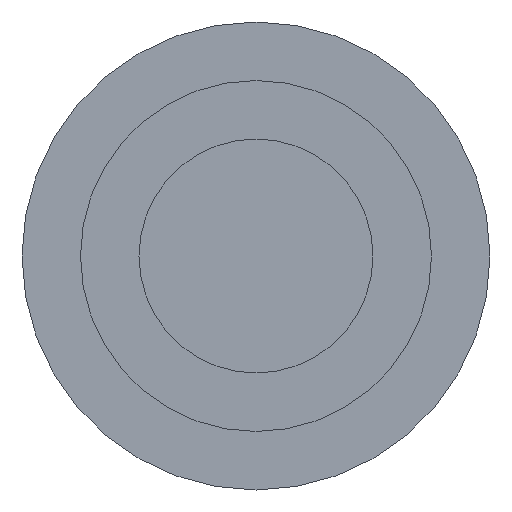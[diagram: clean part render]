
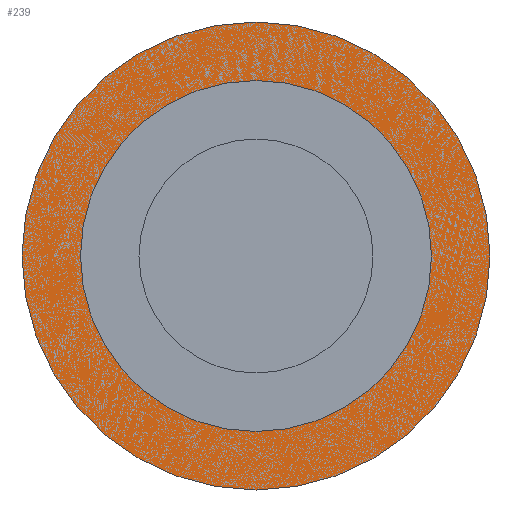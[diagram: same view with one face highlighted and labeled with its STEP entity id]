
A CAD part, left-side view. The second image highlights one B-rep face of the part: STEP entity #239.
In plain terms, the highlighted planar face has unit normal (-1, 0, 0).
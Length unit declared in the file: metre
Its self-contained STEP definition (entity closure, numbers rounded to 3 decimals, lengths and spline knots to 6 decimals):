
#155 = EDGE_CURVE('',#156,#156,#158,.T.);
#156 = VERTEX_POINT('',#157);
#157 = CARTESIAN_POINT('',(2200.,0.,-450.));
#158 = SURFACE_CURVE('',#159,(#164,#176),.PCURVE_S1.);
#159 = CIRCLE('',#160,450.);
#160 = AXIS2_PLACEMENT_3D('',#161,#162,#163);
#161 = CARTESIAN_POINT('',(2200.,0.,0.));
#162 = DIRECTION('',(1.,-0.,0.));
#163 = DIRECTION('',(0.,0.,-1.));
#164 = PCURVE('',#165,#170);
#165 = CYLINDRICAL_SURFACE('',#166,450.);
#166 = AXIS2_PLACEMENT_3D('',#167,#168,#169);
#167 = CARTESIAN_POINT('',(800.,0.,0.));
#168 = DIRECTION('',(1.,0.,0.));
#169 = DIRECTION('',(0.,0.,-1.));
#170 = DEFINITIONAL_REPRESENTATION('',(#171),#175);
#171 = LINE('',#172,#173);
#172 = CARTESIAN_POINT('',(0.,1400.));
#173 = VECTOR('',#174,1.);
#174 = DIRECTION('',(1.,0.));
#175 = ( GEOMETRIC_REPRESENTATION_CONTEXT(2) 
PARAMETRIC_REPRESENTATION_CONTEXT() REPRESENTATION_CONTEXT('2D SPACE',''
  ) );
#176 = PCURVE('',#177,#182);
#177 = PLANE('',#178);
#178 = AXIS2_PLACEMENT_3D('',#179,#180,#181);
#179 = CARTESIAN_POINT('',(2200.,0.,0.));
#180 = DIRECTION('',(1.,0.,0.));
#181 = DIRECTION('',(0.,0.,-1.));
#182 = DEFINITIONAL_REPRESENTATION('',(#183),#187);
#183 = CIRCLE('',#184,450.);
#184 = AXIS2_PLACEMENT_2D('',#185,#186);
#185 = CARTESIAN_POINT('',(0.,0.));
#186 = DIRECTION('',(1.,0.));
#187 = ( GEOMETRIC_REPRESENTATION_CONTEXT(2) 
PARAMETRIC_REPRESENTATION_CONTEXT() REPRESENTATION_CONTEXT('2D SPACE',''
  ) );
#239 = ADVANCED_FACE('',(#240,#271),#177,.F.);
#240 = FACE_BOUND('',#241,.F.);
#241 = EDGE_LOOP('',(#242));
#242 = ORIENTED_EDGE('',*,*,#243,.T.);
#243 = EDGE_CURVE('',#244,#244,#246,.T.);
#244 = VERTEX_POINT('',#245);
#245 = CARTESIAN_POINT('',(2200.,0.,-600.));
#246 = SURFACE_CURVE('',#247,(#252,#259),.PCURVE_S1.);
#247 = CIRCLE('',#248,600.);
#248 = AXIS2_PLACEMENT_3D('',#249,#250,#251);
#249 = CARTESIAN_POINT('',(2200.,0.,0.));
#250 = DIRECTION('',(1.,-0.,0.));
#251 = DIRECTION('',(0.,0.,-1.));
#252 = PCURVE('',#177,#253);
#253 = DEFINITIONAL_REPRESENTATION('',(#254),#258);
#254 = CIRCLE('',#255,600.);
#255 = AXIS2_PLACEMENT_2D('',#256,#257);
#256 = CARTESIAN_POINT('',(0.,0.));
#257 = DIRECTION('',(1.,0.));
#258 = ( GEOMETRIC_REPRESENTATION_CONTEXT(2) 
PARAMETRIC_REPRESENTATION_CONTEXT() REPRESENTATION_CONTEXT('2D SPACE',''
  ) );
#259 = PCURVE('',#260,#265);
#260 = CYLINDRICAL_SURFACE('',#261,600.);
#261 = AXIS2_PLACEMENT_3D('',#262,#263,#264);
#262 = CARTESIAN_POINT('',(2200.,0.,0.));
#263 = DIRECTION('',(1.,0.,0.));
#264 = DIRECTION('',(0.,0.,-1.));
#265 = DEFINITIONAL_REPRESENTATION('',(#266),#270);
#266 = LINE('',#267,#268);
#267 = CARTESIAN_POINT('',(0.,0.));
#268 = VECTOR('',#269,1.);
#269 = DIRECTION('',(1.,0.));
#270 = ( GEOMETRIC_REPRESENTATION_CONTEXT(2) 
PARAMETRIC_REPRESENTATION_CONTEXT() REPRESENTATION_CONTEXT('2D SPACE',''
  ) );
#271 = FACE_BOUND('',#272,.F.);
#272 = EDGE_LOOP('',(#273));
#273 = ORIENTED_EDGE('',*,*,#155,.F.);
